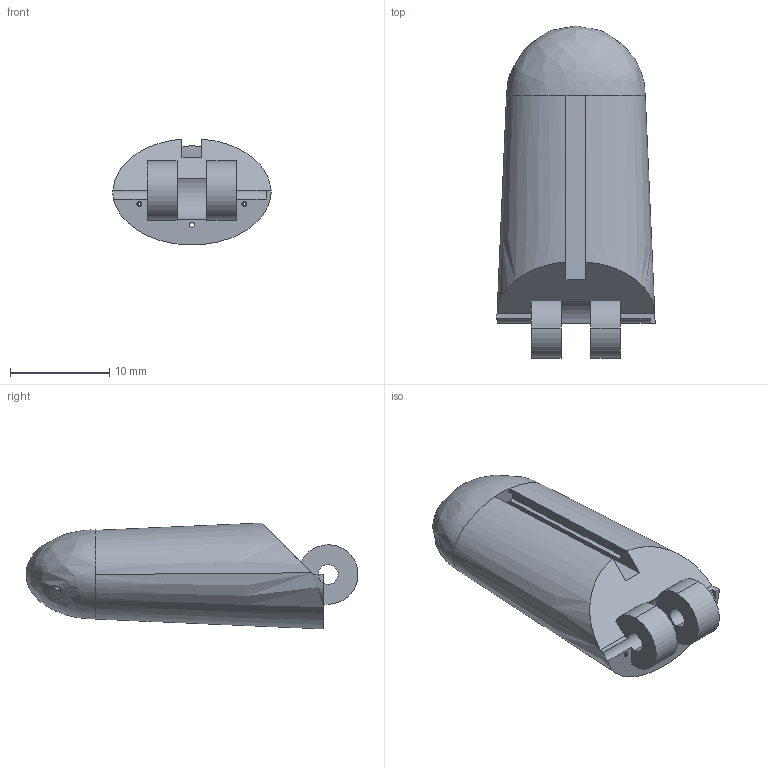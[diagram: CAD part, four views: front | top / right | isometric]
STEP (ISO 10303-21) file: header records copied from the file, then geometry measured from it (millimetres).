
FILE_DESCRIPTION (( 'STEP AP214' ), '1' );
FILE_NAME ('Part3i.STEP', '2025-12-21T13:33:38', ( '' ), ( '' ), 'SwSTEP 2.0', 'SolidWorks 2022', '' );
FILE_SCHEMA (( 'AUTOMOTIVE_DESIGN' ));
Length unit declared in the file: millimetre
Products named in the file (1): Part3i
Bounding box: 15.98 x 33.49 x 10.68 mm (x, y, z)
Volume: 2956 mm3; surface area: 1597.8 mm2
Topology: 1 solids, 1 shells, 50 faces, 152 edges, 100 vertices
Faces by surface type: plane 21, cylinder 17, bspline 8, torus 4
Entity records: 2658 total; most frequent: CARTESIAN_POINT 1331, ORIENTED_EDGE 300, DIRECTION 239, EDGE_CURVE 150, VERTEX_POINT 100, AXIS2_PLACEMENT_3D 86, VECTOR 67, LINE 67
